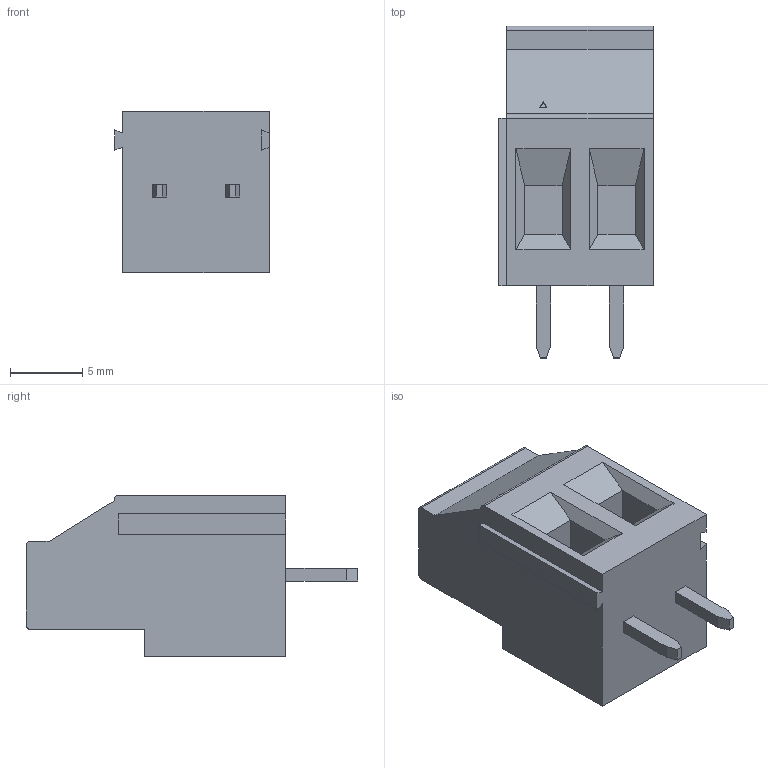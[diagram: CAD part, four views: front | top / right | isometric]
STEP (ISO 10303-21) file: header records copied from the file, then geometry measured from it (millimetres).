
FILE_DESCRIPTION (( 'STEP AP214' ), '1' );
FILE_NAME ('DG130-5.08-02P-14-00AH.STEP', '2021-01-13T20:47:16', ( '' ), ( '' ), 'SwSTEP 2.0', 'SolidWorks 2020', '' );
FILE_SCHEMA (( 'AUTOMOTIVE_DESIGN' ));
Length unit declared in the file: millimetre
Products named in the file (1): DG130-5.08-02P-14-00AH
Bounding box: 10.71 x 23 x 11.2 mm (x, y, z)
Volume: 1537.8 mm3; surface area: 1315.7 mm2
Topology: 1 solids, 1 shells, 403 faces, 1070 edges, 706 vertices
Faces by surface type: plane 200, bspline 178, cylinder 15, torus 10
Entity records: 24806 total; most frequent: CARTESIAN_POINT 12382, ORIENTED_EDGE 2140, DIRECTION 1224, EDGE_CURVE 1070, VERTEX_POINT 706, LINE 648, VECTOR 648, EDGE_LOOP 440
